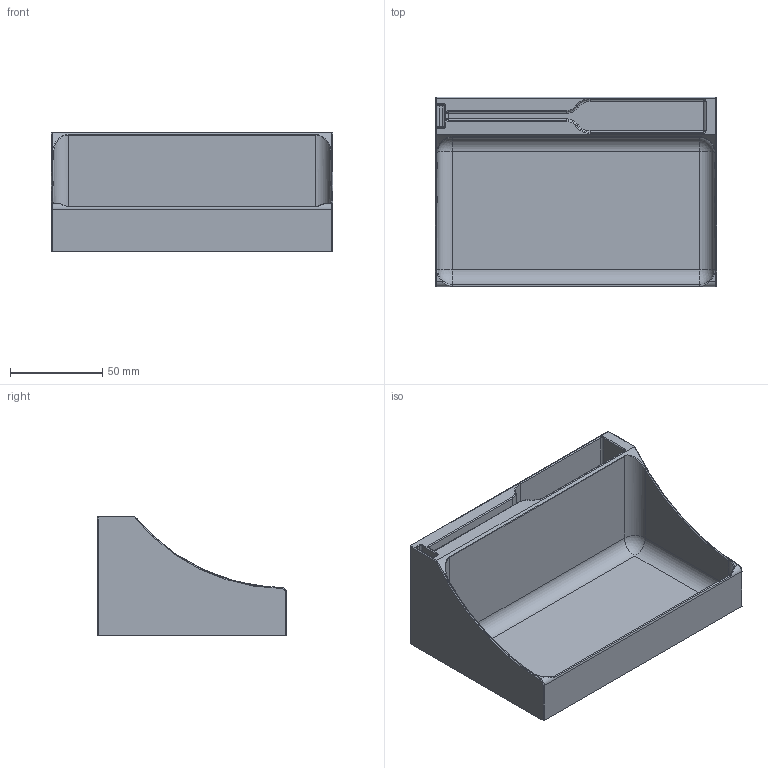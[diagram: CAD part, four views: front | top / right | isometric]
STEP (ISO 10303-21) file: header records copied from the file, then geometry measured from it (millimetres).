
FILE_DESCRIPTION(/* description */ (''),/* implementation_level */ '2;1');
FILE_NAME(/* name */ '14ffd472-7476-4a10-b4f5-5eabcc0c2305.stp',/* time_stamp */ '2017-08-25T19:58:16+02:00',/* author */ (''),/* organization */ (''),/* preprocessor_version */ 'ST-DEVELOPER v16.13',/* originating_system */ 'Autodesk Translation Framework v6.1.1.50',/* authorisation */ '');
FILE_SCHEMA (('AUTOMOTIVE_DESIGN { 1 0 10303 214 3 1 1 }'));
Length unit declared in the file: millimetre
Products named in the file (1): tool.tray v1
Bounding box: 152.4 x 102.8 x 65 mm (x, y, z)
Volume: 143244.2 mm3; surface area: 91630.8 mm2
Topology: 1 solids, 1 shells, 116 faces, 250 edges, 138 vertices
Faces by surface type: cylinder 51, plane 23, torus 22, sphere 14, bspline 6
Entity records: 3374 total; most frequent: CARTESIAN_POINT 805, DIRECTION 590, ORIENTED_EDGE 500, EDGE_CURVE 250, AXIS2_PLACEMENT_3D 243, VERTEX_POINT 138, CIRCLE 132, EDGE_LOOP 118
